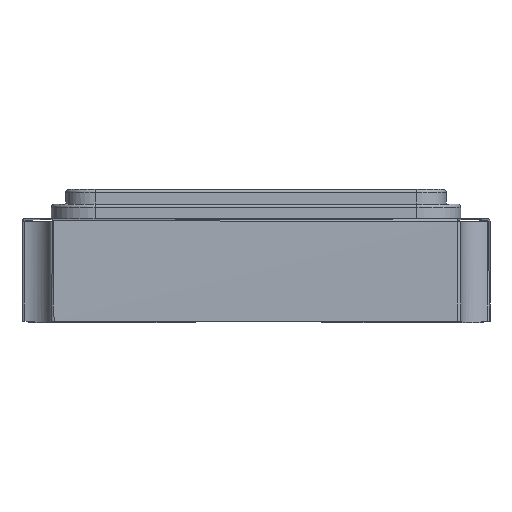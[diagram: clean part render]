
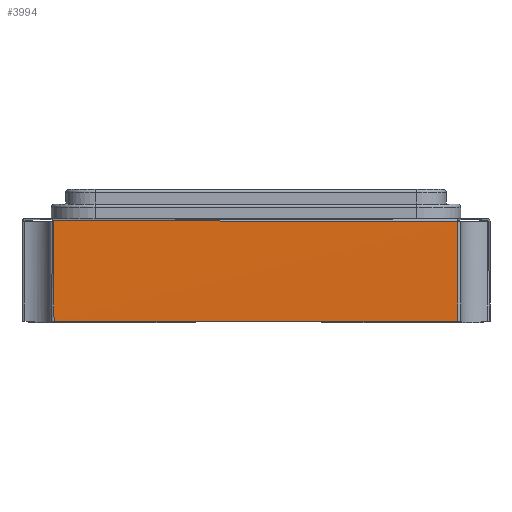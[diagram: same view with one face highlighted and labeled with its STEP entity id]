
A CAD part, left-side view. The second image highlights one B-rep face of the part: STEP entity #3994.
In plain terms, the highlighted planar face has unit normal (-1, 0, 0).
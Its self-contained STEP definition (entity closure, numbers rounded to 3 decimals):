
#761 = EDGE_CURVE ( 'NONE', #4228, #4556, #4078, .T. ) ;
#1338 = LINE ( 'NONE', #4495, #7029 ) ;
#1599 = EDGE_LOOP ( 'NONE', ( #7024, #4381, #5676, #5131 ) ) ;
#1799 = DIRECTION ( 'NONE',  ( 0., 0., 1. ) ) ;
#1947 = CARTESIAN_POINT ( 'NONE',  ( 0., 1.49, 0. ) ) ;
#2284 = CARTESIAN_POINT ( 'NONE',  ( 0.007, 1.494, 0.344 ) ) ;
#2376 = LINE ( 'NONE', #3727, #5125 ) ;
#2410 = EDGE_CURVE ( 'NONE', #5323, #4228, #1338, .T. ) ;
#2413 = CARTESIAN_POINT ( 'NONE',  ( 0., 0.1, 0.34 ) ) ;
#2791 = CARTESIAN_POINT ( 'NONE',  ( 0., 0., 0. ) ) ;
#3067 = VECTOR ( 'NONE', #5987, 1000. ) ;
#3217 = DIRECTION ( 'NONE',  ( 0., 0., -1. ) ) ;
#3727 = CARTESIAN_POINT ( 'NONE',  ( 0., 1.49, 0. ) ) ;
#3728 = CARTESIAN_POINT ( 'NONE',  ( 0., 0.11, 0.34 ) ) ;
#3994 = ADVANCED_FACE ( 'NONE', ( #7940 ), #6827, .F. ) ;
#4033 = CARTESIAN_POINT ( 'NONE',  ( 0., 0., 0. ) ) ;
#4078 = LINE ( 'NONE', #4033, #3067 ) ;
#4228 = VERTEX_POINT ( 'NONE', #6474 ) ;
#4381 = ORIENTED_EDGE ( 'NONE', *, *, #2410, .F. ) ;
#4495 = CARTESIAN_POINT ( 'NONE',  ( 0., 0.11, 0. ) ) ;
#4556 = VERTEX_POINT ( 'NONE', #1947 ) ;
#5125 = VECTOR ( 'NONE', #1799, 1000. ) ;
#5131 = ORIENTED_EDGE ( 'NONE', *, *, #8055, .F. ) ;
#5323 = VERTEX_POINT ( 'NONE', #3728 ) ;
#5433 = DIRECTION ( 'NONE',  ( 0., 0., -1. ) ) ;
#5650 = EDGE_CURVE ( 'NONE', #8451, #5323, #8253, .T. ) ;
#5676 = ORIENTED_EDGE ( 'NONE', *, *, #5650, .F. ) ;
#5987 = DIRECTION ( 'NONE',  ( 0., 1., 0. ) ) ;
#6474 = CARTESIAN_POINT ( 'NONE',  ( 0., 0.11, 0. ) ) ;
#6827 = PLANE ( 'NONE',  #7235 ) ;
#6956 = DIRECTION ( 'NONE',  ( 0., -1., 0. ) ) ;
#7024 = ORIENTED_EDGE ( 'NONE', *, *, #761, .F. ) ;
#7029 = VECTOR ( 'NONE', #3217, 1000. ) ;
#7235 = AXIS2_PLACEMENT_3D ( 'NONE', #2791, #7292, #5433 ) ;
#7292 = DIRECTION ( 'NONE',  ( 1., 0., 0. ) ) ;
#7631 = VECTOR ( 'NONE', #6956, 1000. ) ;
#7940 = FACE_OUTER_BOUND ( 'NONE', #1599, .T. ) ;
#8055 = EDGE_CURVE ( 'NONE', #4556, #8451, #2376, .T. ) ;
#8253 = LINE ( 'NONE', #2413, #7631 ) ;
#8451 = VERTEX_POINT ( 'NONE', #2284 ) ;
